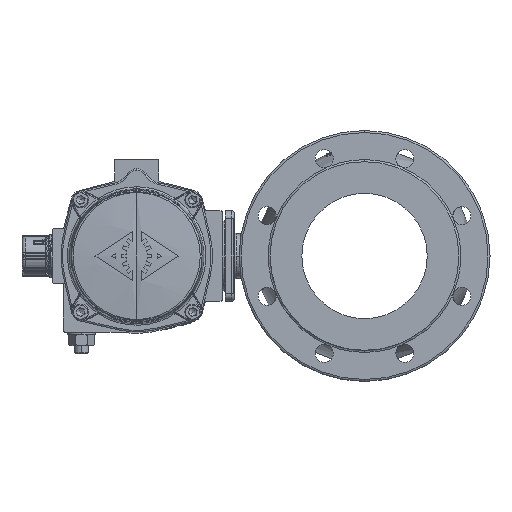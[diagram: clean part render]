
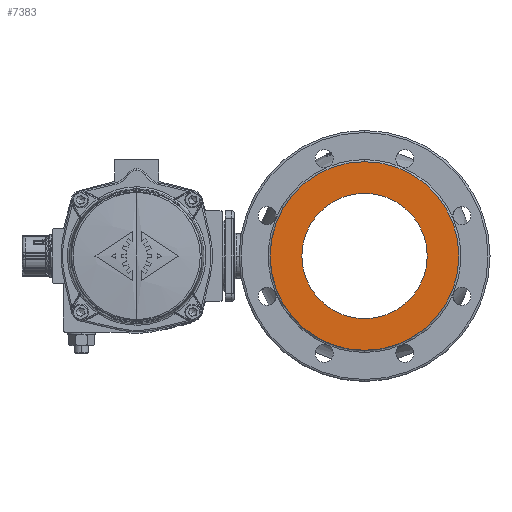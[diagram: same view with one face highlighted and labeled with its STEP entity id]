
A CAD part, left-side view. The second image highlights one B-rep face of the part: STEP entity #7383.
In plain terms, the highlighted planar face has unit normal (-1, 0, 0).
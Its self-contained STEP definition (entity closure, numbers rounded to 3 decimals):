
#1821 = VERTEX_POINT ( 'NONE', #167474 ) ;
#6192 = DIRECTION ( 'NONE',  ( 0., 0., 1. ) ) ;
#7383 = ADVANCED_FACE ( 'NONE', ( #166058, #150256 ), #81145, .T. ) ;
#30475 = DIRECTION ( 'NONE',  ( 1., 0., 0. ) ) ;
#33673 = CIRCLE ( 'NONE', #117579, 62.5 ) ;
#42970 = CARTESIAN_POINT ( 'NONE',  ( -71.5, -7., 0. ) ) ;
#45982 = CARTESIAN_POINT ( 'NONE',  ( -71.5, -101., 0. ) ) ;
#51821 = AXIS2_PLACEMENT_3D ( 'NONE', #88143, #69271, #6192 ) ;
#53144 = VERTEX_POINT ( 'NONE', #206794 ) ;
#55873 = ORIENTED_EDGE ( 'NONE', *, *, #126353, .T. ) ;
#69271 = DIRECTION ( 'NONE',  ( -1., 0., 0. ) ) ;
#74051 = CIRCLE ( 'NONE', #151424, 94. ) ;
#78367 = EDGE_LOOP ( 'NONE', ( #115654, #55873 ) ) ;
#81145 = PLANE ( 'NONE',  #51821 ) ;
#88143 = CARTESIAN_POINT ( 'NONE',  ( -71.5, 40., 0. ) ) ;
#93372 = DIRECTION ( 'NONE',  ( 0., 1., 0. ) ) ;
#95582 = CARTESIAN_POINT ( 'NONE',  ( -71.5, -7., 0. ) ) ;
#100918 = EDGE_CURVE ( 'NONE', #117998, #1821, #74051, .T. ) ;
#106140 = ORIENTED_EDGE ( 'NONE', *, *, #100918, .F. ) ;
#115654 = ORIENTED_EDGE ( 'NONE', *, *, #117525, .T. ) ;
#117525 = EDGE_CURVE ( 'NONE', #134617, #53144, #33673, .T. ) ;
#117579 = AXIS2_PLACEMENT_3D ( 'NONE', #95582, #30475, #208129 ) ;
#117998 = VERTEX_POINT ( 'NONE', #45982 ) ;
#119023 = DIRECTION ( 'NONE',  ( 1., 0., 0. ) ) ;
#121929 = CIRCLE ( 'NONE', #125261, 62.5 ) ;
#123943 = DIRECTION ( 'NONE',  ( 1., 0., 0. ) ) ;
#125261 = AXIS2_PLACEMENT_3D ( 'NONE', #140105, #143229, #187464 ) ;
#126353 = EDGE_CURVE ( 'NONE', #53144, #134617, #121929, .T. ) ;
#130063 = EDGE_LOOP ( 'NONE', ( #131315, #106140 ) ) ;
#131315 = ORIENTED_EDGE ( 'NONE', *, *, #184553, .F. ) ;
#134617 = VERTEX_POINT ( 'NONE', #197261 ) ;
#140105 = CARTESIAN_POINT ( 'NONE',  ( -71.5, -7., 0. ) ) ;
#143229 = DIRECTION ( 'NONE',  ( 1., 0., 0. ) ) ;
#150256 = FACE_BOUND ( 'NONE', #78367, .T. ) ;
#151424 = AXIS2_PLACEMENT_3D ( 'NONE', #186309, #119023, #151596 ) ;
#151596 = DIRECTION ( 'NONE',  ( 0., 1., 0. ) ) ;
#159838 = CIRCLE ( 'NONE', #190044, 94. ) ;
#166058 = FACE_OUTER_BOUND ( 'NONE', #130063, .T. ) ;
#167474 = CARTESIAN_POINT ( 'NONE',  ( -71.5, 87., 0. ) ) ;
#184553 = EDGE_CURVE ( 'NONE', #1821, #117998, #159838, .T. ) ;
#186309 = CARTESIAN_POINT ( 'NONE',  ( -71.5, -7., 0. ) ) ;
#187464 = DIRECTION ( 'NONE',  ( 0., 0., 1. ) ) ;
#190044 = AXIS2_PLACEMENT_3D ( 'NONE', #42970, #123943, #93372 ) ;
#197261 = CARTESIAN_POINT ( 'NONE',  ( -71.5, -7., -62.5 ) ) ;
#206794 = CARTESIAN_POINT ( 'NONE',  ( -71.5, -7., 62.5 ) ) ;
#208129 = DIRECTION ( 'NONE',  ( 0., 0., 1. ) ) ;
